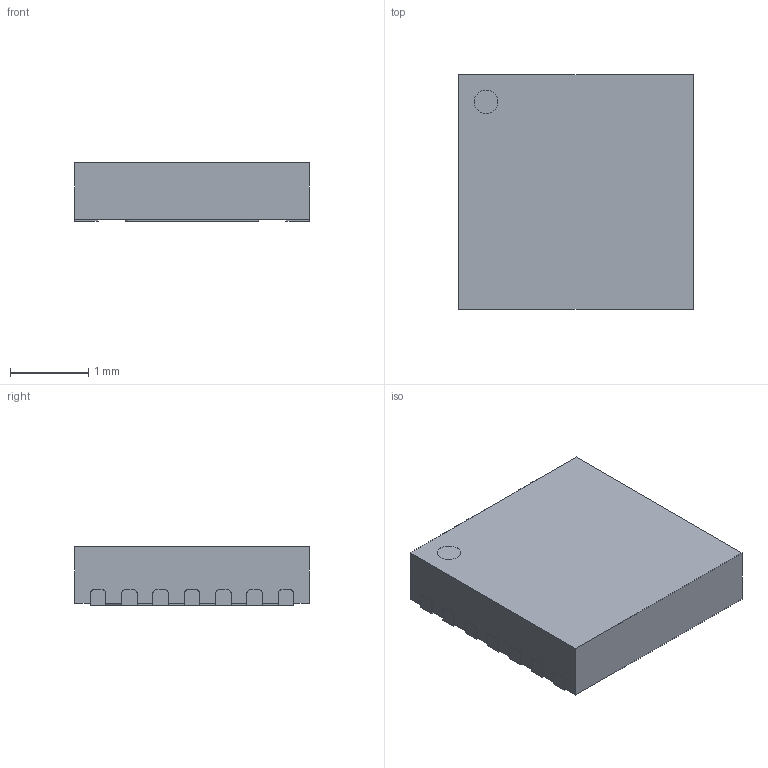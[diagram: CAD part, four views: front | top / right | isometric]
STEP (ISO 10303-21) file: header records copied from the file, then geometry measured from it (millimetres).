
FILE_DESCRIPTION(('FreeCAD Model'),'2;1');
FILE_NAME('User Library-TDFN-EP-14.step', '2018-04-27T11:12:13',('kicad StepUp'),('ksu MCAD'), 'Open CASCADE STEP processor 7.2','FreeCAD','Unknown');
FILE_SCHEMA(('AUTOMOTIVE_DESIGN_CC2 { 1 2 10303 214 -1 1 5 4 }'));
Length unit declared in the file: millimetre
Products named in the file (1): User_Library-TDFN-EP-14
Bounding box: 3.01 x 3 x 0.75 mm (x, y, z)
Volume: 6.6 mm3; surface area: 27.3 mm2
Topology: 1 solids, 1 shells, 130 faces, 378 edges, 252 vertices
Faces by surface type: plane 97, cylinder 33
Entity records: 5192 total; most frequent: CARTESIAN_POINT 761, ORIENTED_EDGE 756, DIRECTION 706, EDGE_CURVE 378, LINE 312, VECTOR 312, VERTEX_POINT 252, AXIS2_PLACEMENT_3D 197
